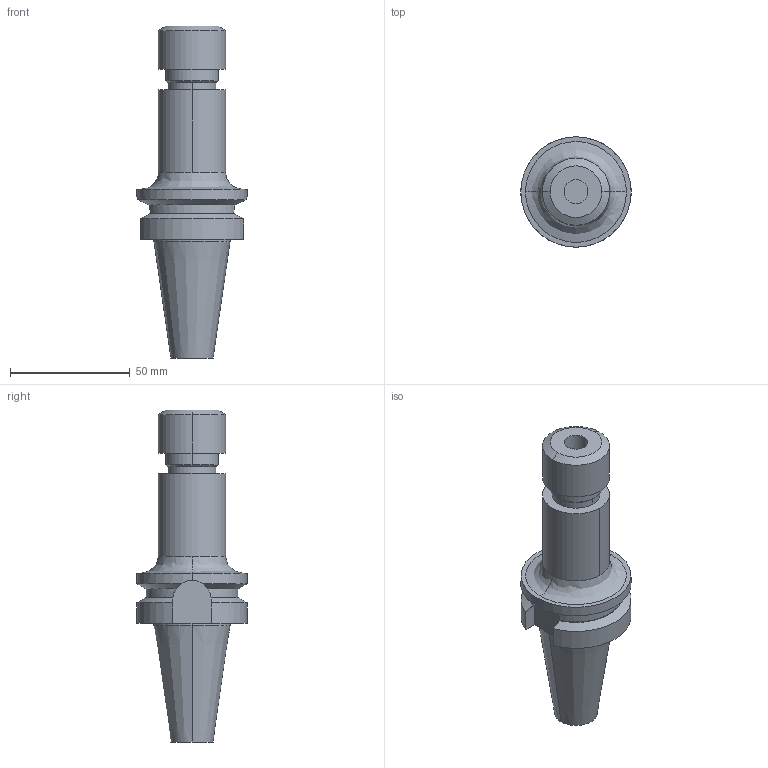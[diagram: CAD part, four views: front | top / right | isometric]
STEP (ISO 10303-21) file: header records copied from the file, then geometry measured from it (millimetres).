
FILE_DESCRIPTION (( 'STEP AP203' ), '1' );
FILE_NAME ('STP-25.122.16.090.STEP', '2017-03-21T05:36:24', ( '' ), ( '' ), 'SwSTEP 2.0', 'SolidWorks 2015', '' );
FILE_SCHEMA (( 'CONFIG_CONTROL_DESIGN' ));
Length unit declared in the file: millimetre
Products named in the file (1): STP-25.122.16.090
Bounding box: 46 x 46 x 138.4 mm (x, y, z)
Volume: 88306.4 mm3; surface area: 18405.5 mm2
Topology: 1 solids, 1 shells, 62 faces, 149 edges, 96 vertices
Faces by surface type: cylinder 27, plane 20, cone 13, bspline 2
Entity records: 2146 total; most frequent: CARTESIAN_POINT 624, DIRECTION 312, ORIENTED_EDGE 294, EDGE_CURVE 147, AXIS2_PLACEMENT_3D 128, VERTEX_POINT 96, EDGE_LOOP 71, CIRCLE 67
